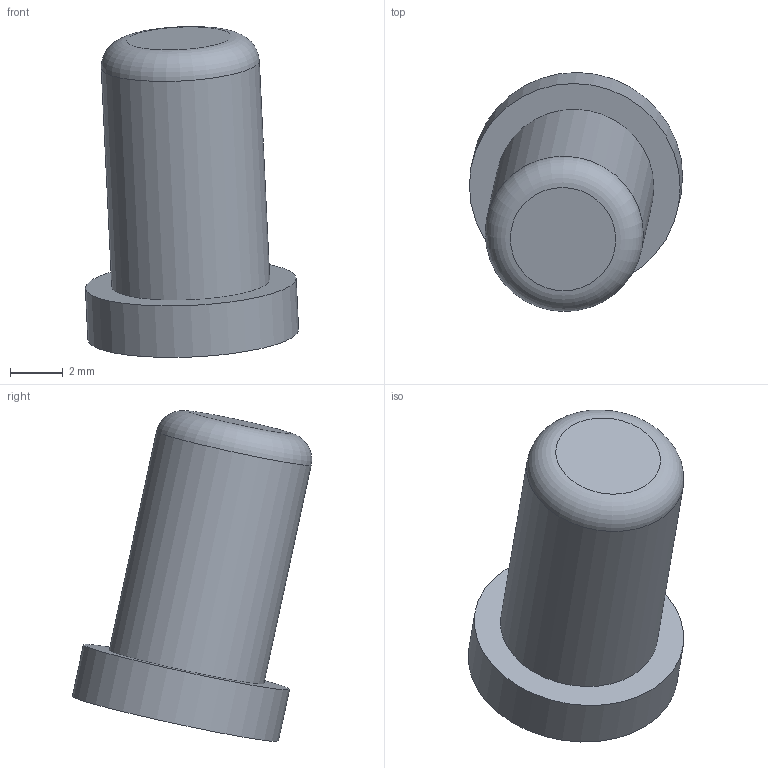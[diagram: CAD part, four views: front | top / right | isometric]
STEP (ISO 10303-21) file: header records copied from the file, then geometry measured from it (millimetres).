
FILE_DESCRIPTION(/* description */ ('CAx-IF Rec.Pracs.---Representation and Presentation of Product Manufacturing Information (PMI)---4.0---2014-10-13','CAx-IF Rec.Pracs.---3D Tessellated Geometry---0.4---2014-09-14','2;1'),/* implementation_level */ '2;1');
FILE_NAME(/* name */ 'r_click_l',/* time_stamp */ '2025-06-18T22:59:28+03:00',/* author */ (''),/* organization */ (''),/* preprocessor_version */ 'ST-DEVELOPER v16.7',/* originating_system */ $,/* authorisation */ $);
FILE_SCHEMA (('AP242_MANAGED_MODEL_BASED_3D_ENGINEERING_MIM_LF { 1 0 10303 442 20130219 1 4 }'));
Length unit declared in the file: millimetre
Products named in the file (1): r_click_l
Bounding box: 8.09 x 9.08 x 12.55 mm (x, y, z)
Volume: 365.4 mm3; surface area: 321.3 mm2
Topology: 1 solids, 1 shells, 6 faces, 10 edges, 7 vertices
Faces by surface type: plane 3, cylinder 2, torus 1
Full cylindrical faces by diameter (mm): 6 x1, 8 x1
Entity records: 232 total; most frequent: CARTESIAN_POINT 41, DIRECTION 40, AXIS2_PLACEMENT_3D 28, ORIENTED_EDGE 10, EDGE_LOOP 10, FACE_BOUND 10, CAMERA_MODEL_D3 8, VIEW_VOLUME 8
